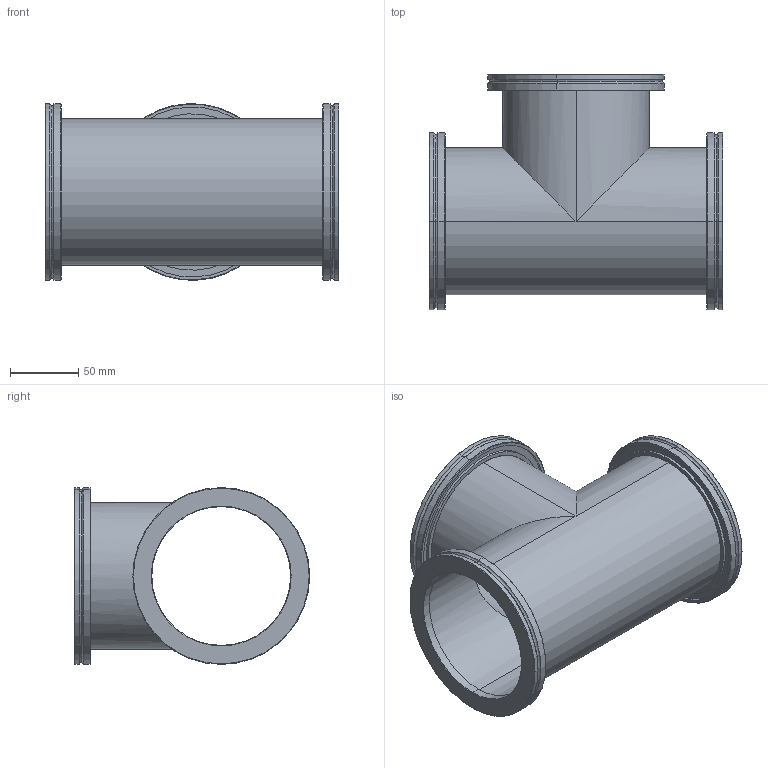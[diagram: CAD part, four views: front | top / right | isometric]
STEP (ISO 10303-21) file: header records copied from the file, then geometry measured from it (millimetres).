
FILE_DESCRIPTION (( 'STEP AP214' ), '1' );
FILE_NAME ('Hositrad_ISO100-T.STEP', '2011-10-28T10:30:11', ( '' ), ( '' ), 'SwSTEP 2.0', 'SolidWorks 2011', '' );
FILE_SCHEMA (( 'AUTOMOTIVE_DESIGN' ));
Length unit declared in the file: millimetre
Products named in the file (3): Hositrad_ISO100-T; ISO100-108; EqualTee-Cross108
Assembly tree (4 placements, depth 2):
  Hositrad_ISO100-T
    EqualTee-Cross108
    ISO100-108  x3
Bounding box: 216 x 173 x 130 mm (x, y, z)
Volume: 308437.4 mm3; surface area: 222575.3 mm2
Topology: 4 solids, 4 shells, 100 faces, 202 edges, 118 vertices
Faces by surface type: cylinder 46, cone 24, plane 18, torus 12
Entity records: 1242 total; most frequent: DIRECTION 230, CARTESIAN_POINT 197, ORIENTED_EDGE 172, AXIS2_PLACEMENT_3D 99, EDGE_CURVE 86, CIRCLE 50, EDGE_LOOP 50, VERTEX_POINT 50
